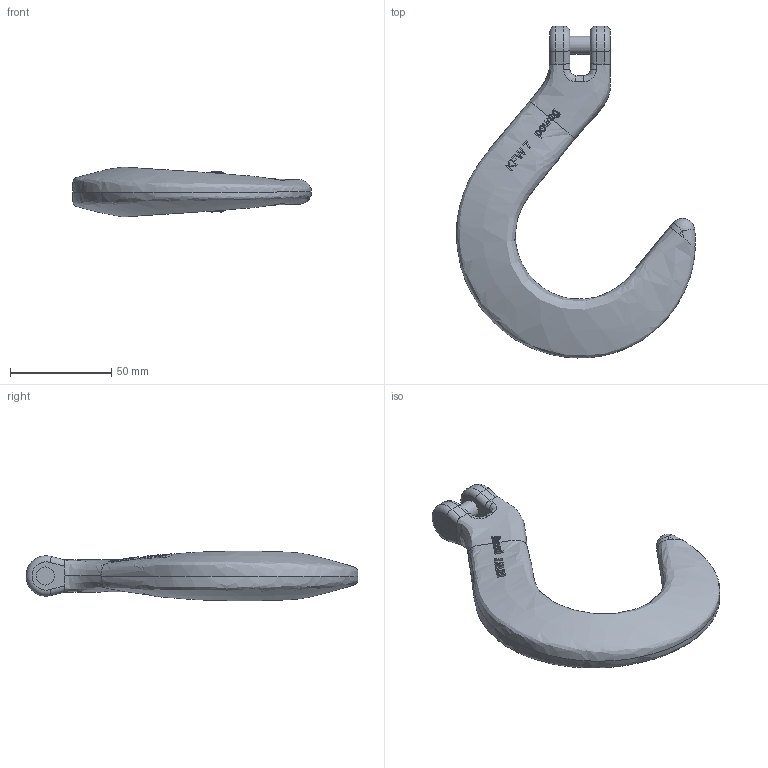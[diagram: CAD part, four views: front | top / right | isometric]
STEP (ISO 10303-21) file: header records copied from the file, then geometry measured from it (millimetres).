
FILE_DESCRIPTION(/* description */ (''),/* implementation_level */ '2;1');
FILE_NAME(/* name */ 'pewag_KFW_7',/* time_stamp */ '2010-01-26T09:35:09+01:00',/* author */ (''),/* organization */ (''),/* preprocessor_version */ 'ST-DEVELOPER v9',/* originating_system */ 'UGS - NX 4.0',/* authorisation */ '');
FILE_SCHEMA (('AUTOMOTIVE_DESIGN { 1 0 10303 214 1 1 1 1 }'));
Length unit declared in the file: millimetre
Products named in the file (1): ritF6BEuc0l
Bounding box: 118 x 163.95 x 24.57 mm (x, y, z)
Volume: 114402 mm3; surface area: 23596 mm2
Topology: 2 solids, 2 shells, 205 faces, 581 edges, 390 vertices
Faces by surface type: plane 82, extrusion 72, bspline 29, cylinder 16, torus 5, sphere 1
Full cylindrical faces by diameter (mm): 9 x3
Entity records: 16118 total; most frequent: CARTESIAN_POINT 11576, ORIENTED_EDGE 1150, EDGE_CURVE 575, DIRECTION 517, B_SPLINE_CURVE_WITH_KNOTS 446, VERTEX_POINT 389, VECTOR 239, EDGE_LOOP 224
